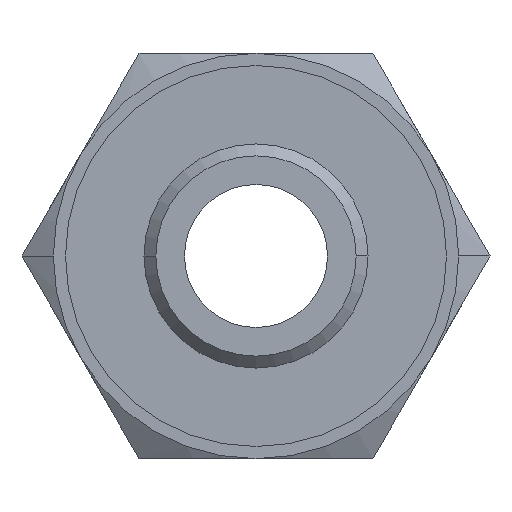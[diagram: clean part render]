
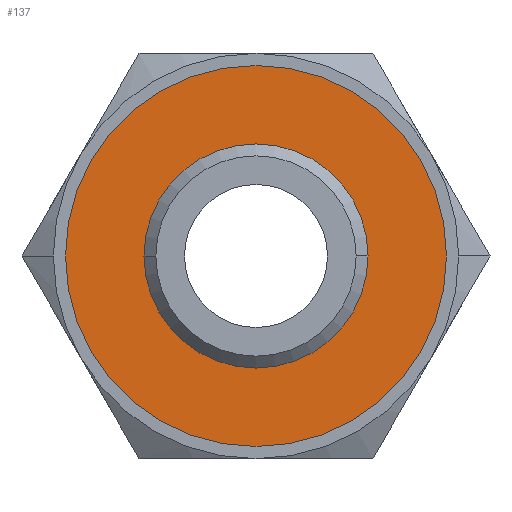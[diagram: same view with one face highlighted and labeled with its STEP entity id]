
A CAD part, front view. The second image highlights one B-rep face of the part: STEP entity #137.
In plain terms, the highlighted planar face has unit normal (0, -1, 0).
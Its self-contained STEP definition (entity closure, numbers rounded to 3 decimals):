
#137=ADVANCED_FACE('',(#342,#343),#344,.T.);
#342=FACE_OUTER_BOUND('',#615,.T.);
#343=FACE_BOUND('',#616,.T.);
#344=PLANE('',#617);
#615=EDGE_LOOP('',(#951,#952));
#616=EDGE_LOOP('',(#953,#954));
#617=AXIS2_PLACEMENT_3D('',#955,#956,#957);
#951=ORIENTED_EDGE('',*,*,#1610,.T.);
#952=ORIENTED_EDGE('',*,*,#1611,.T.);
#953=ORIENTED_EDGE('',*,*,#1612,.F.);
#954=ORIENTED_EDGE('',*,*,#1571,.F.);
#955=CARTESIAN_POINT('',(0.0,10.5,0.0));
#956=DIRECTION('',(0.0,-1.0,0.0));
#957=DIRECTION('',(-1.0,0.0,0.0));
#1571=EDGE_CURVE('',#1854,#1856,#1857,.T.);
#1610=EDGE_CURVE('',#1918,#1919,#1920,.T.);
#1611=EDGE_CURVE('',#1919,#1918,#1921,.T.);
#1612=EDGE_CURVE('',#1856,#1854,#1922,.T.);
#1854=VERTEX_POINT('',#2225);
#1856=VERTEX_POINT('',#2228);
#1857=CIRCLE('',#2229,4.7);
#1918=VERTEX_POINT('',#2311);
#1919=VERTEX_POINT('',#2312);
#1920=CIRCLE('',#2313,7.99);
#1921=CIRCLE('',#2314,7.99);
#1922=CIRCLE('',#2315,4.7);
#2225=CARTESIAN_POINT('',(4.7,10.5,0.));
#2228=CARTESIAN_POINT('',(-4.7,10.5,0.));
#2229=AXIS2_PLACEMENT_3D('',#2904,#2905,#2906);
#2311=CARTESIAN_POINT('',(7.99,10.5,0.0));
#2312=CARTESIAN_POINT('',(-7.99,10.5,0.));
#2313=AXIS2_PLACEMENT_3D('',#2974,#2975,#2976);
#2314=AXIS2_PLACEMENT_3D('',#2977,#2978,#2979);
#2315=AXIS2_PLACEMENT_3D('',#2980,#2981,#2982);
#2904=CARTESIAN_POINT('',(0.0,10.5,0.0));
#2905=DIRECTION('',(0.0,-1.0,0.0));
#2906=DIRECTION('',(1.0,0.0,0.0));
#2974=CARTESIAN_POINT('',(0.0,10.5,0.0));
#2975=DIRECTION('',(0.0,-1.0,0.0));
#2976=DIRECTION('',(1.0,0.0,0.0));
#2977=CARTESIAN_POINT('',(0.0,10.5,0.0));
#2978=DIRECTION('',(0.0,-1.0,0.0));
#2979=DIRECTION('',(1.0,0.0,0.0));
#2980=CARTESIAN_POINT('',(0.0,10.5,0.0));
#2981=DIRECTION('',(0.0,-1.0,0.0));
#2982=DIRECTION('',(1.0,0.0,0.0));
